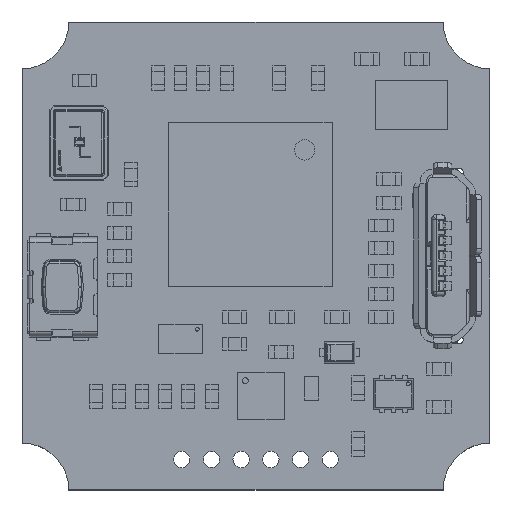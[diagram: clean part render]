
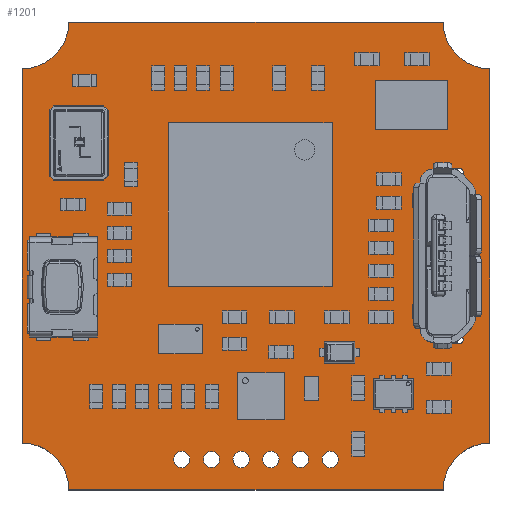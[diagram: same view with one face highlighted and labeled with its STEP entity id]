
A CAD part, top view. The second image highlights one B-rep face of the part: STEP entity #1201.
In plain terms, the highlighted planar face has unit normal (0, 0, 1).
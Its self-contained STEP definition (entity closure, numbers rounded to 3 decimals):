
#272 = VERTEX_POINT('',#273);
#273 = CARTESIAN_POINT('',(0.,2.,1.056));
#279 = EDGE_CURVE('',#272,#280,#282,.T.);
#280 = VERTEX_POINT('',#281);
#281 = CARTESIAN_POINT('',(0.,18.,1.056));
#282 = LINE('',#283,#284);
#283 = CARTESIAN_POINT('',(0.,2.,1.056));
#284 = VECTOR('',#285,1.);
#285 = DIRECTION('',(0.,1.,0.));
#310 = EDGE_CURVE('',#280,#311,#313,.T.);
#311 = VERTEX_POINT('',#312);
#312 = CARTESIAN_POINT('',(2.,20.,1.056));
#313 = CIRCLE('',#314,2.001);
#314 = AXIS2_PLACEMENT_3D('',#315,#316,#317);
#315 = CARTESIAN_POINT('',(-0.001,20.001,
    1.056));
#316 = DIRECTION('',(0.,0.,1.));
#317 = DIRECTION('',(0.,-1.,0.));
#343 = EDGE_CURVE('',#311,#344,#346,.T.);
#344 = VERTEX_POINT('',#345);
#345 = CARTESIAN_POINT('',(18.,20.,1.056));
#346 = LINE('',#347,#348);
#347 = CARTESIAN_POINT('',(2.,20.,1.056));
#348 = VECTOR('',#349,1.);
#349 = DIRECTION('',(1.,0.,0.));
#374 = EDGE_CURVE('',#344,#375,#377,.T.);
#375 = VERTEX_POINT('',#376);
#376 = CARTESIAN_POINT('',(20.,18.,1.056));
#377 = CIRCLE('',#378,2.001);
#378 = AXIS2_PLACEMENT_3D('',#379,#380,#381);
#379 = CARTESIAN_POINT('',(20.001,20.001,1.056));
#380 = DIRECTION('',(0.,0.,1.));
#381 = DIRECTION('',(-1.,0.,0.));
#407 = EDGE_CURVE('',#375,#408,#410,.T.);
#408 = VERTEX_POINT('',#409);
#409 = CARTESIAN_POINT('',(20.,2.,1.056));
#410 = LINE('',#411,#412);
#411 = CARTESIAN_POINT('',(20.,18.,1.056));
#412 = VECTOR('',#413,1.);
#413 = DIRECTION('',(0.,-1.,0.));
#438 = EDGE_CURVE('',#408,#439,#441,.T.);
#439 = VERTEX_POINT('',#440);
#440 = CARTESIAN_POINT('',(18.,0.,1.056));
#441 = CIRCLE('',#442,2.001);
#442 = AXIS2_PLACEMENT_3D('',#443,#444,#445);
#443 = CARTESIAN_POINT('',(20.001,-0.001,
    1.056));
#444 = DIRECTION('',(0.,0.,1.));
#445 = DIRECTION('',(0.,1.,0.));
#471 = EDGE_CURVE('',#439,#472,#474,.T.);
#472 = VERTEX_POINT('',#473);
#473 = CARTESIAN_POINT('',(2.,0.,1.056));
#474 = LINE('',#475,#476);
#475 = CARTESIAN_POINT('',(18.,0.,1.056));
#476 = VECTOR('',#477,1.);
#477 = DIRECTION('',(-1.,0.,0.));
#502 = EDGE_CURVE('',#472,#272,#503,.T.);
#503 = CIRCLE('',#504,2.001);
#504 = AXIS2_PLACEMENT_3D('',#505,#506,#507);
#505 = CARTESIAN_POINT('',(-0.001,-0.001,
    1.056));
#506 = DIRECTION('',(0.,0.,1.));
#507 = DIRECTION('',(1.,0.,-0.));
#528 = VERTEX_POINT('',#529);
#529 = CARTESIAN_POINT('',(10.985,1.3,1.056));
#535 = EDGE_CURVE('',#528,#528,#536,.T.);
#536 = CIRCLE('',#537,0.35);
#537 = AXIS2_PLACEMENT_3D('',#538,#539,#540);
#538 = CARTESIAN_POINT('',(10.635,1.3,1.056));
#539 = DIRECTION('',(0.,0.,1.));
#540 = DIRECTION('',(1.,0.,-0.));
#561 = VERTEX_POINT('',#562);
#562 = CARTESIAN_POINT('',(13.525,1.3,1.056));
#568 = EDGE_CURVE('',#561,#561,#569,.T.);
#569 = CIRCLE('',#570,0.35);
#570 = AXIS2_PLACEMENT_3D('',#571,#572,#573);
#571 = CARTESIAN_POINT('',(13.175,1.3,1.056));
#572 = DIRECTION('',(0.,0.,1.));
#573 = DIRECTION('',(1.,0.,-0.));
#594 = VERTEX_POINT('',#595);
#595 = CARTESIAN_POINT('',(12.255,1.3,1.056));
#601 = EDGE_CURVE('',#594,#594,#602,.T.);
#602 = CIRCLE('',#603,0.35);
#603 = AXIS2_PLACEMENT_3D('',#604,#605,#606);
#604 = CARTESIAN_POINT('',(11.905,1.3,1.056));
#605 = DIRECTION('',(0.,0.,1.));
#606 = DIRECTION('',(1.,0.,-0.));
#627 = VERTEX_POINT('',#628);
#628 = CARTESIAN_POINT('',(7.175,1.3,1.056));
#634 = EDGE_CURVE('',#627,#627,#635,.T.);
#635 = CIRCLE('',#636,0.35);
#636 = AXIS2_PLACEMENT_3D('',#637,#638,#639);
#637 = CARTESIAN_POINT('',(6.825,1.3,1.056));
#638 = DIRECTION('',(0.,0.,1.));
#639 = DIRECTION('',(1.,0.,-0.));
#660 = VERTEX_POINT('',#661);
#661 = CARTESIAN_POINT('',(9.715,1.3,1.056));
#667 = EDGE_CURVE('',#660,#660,#668,.T.);
#668 = CIRCLE('',#669,0.35);
#669 = AXIS2_PLACEMENT_3D('',#670,#671,#672);
#670 = CARTESIAN_POINT('',(9.365,1.3,1.056));
#671 = DIRECTION('',(0.,0.,1.));
#672 = DIRECTION('',(1.,0.,-0.));
#693 = VERTEX_POINT('',#694);
#694 = CARTESIAN_POINT('',(8.445,1.3,1.056));
#700 = EDGE_CURVE('',#693,#693,#701,.T.);
#701 = CIRCLE('',#702,0.35);
#702 = AXIS2_PLACEMENT_3D('',#703,#704,#705);
#703 = CARTESIAN_POINT('',(8.095,1.3,1.056));
#704 = DIRECTION('',(0.,0.,1.));
#705 = DIRECTION('',(1.,0.,-0.));
#726 = VERTEX_POINT('',#727);
#727 = CARTESIAN_POINT('',(18.155,8.7,1.056));
#733 = EDGE_CURVE('',#726,#726,#734,.T.);
#734 = CIRCLE('',#735,0.2);
#735 = AXIS2_PLACEMENT_3D('',#736,#737,#738);
#736 = CARTESIAN_POINT('',(17.955,8.7,1.056));
#737 = DIRECTION('',(0.,0.,1.));
#738 = DIRECTION('',(1.,0.,-0.));
#759 = VERTEX_POINT('',#760);
#760 = CARTESIAN_POINT('',(18.675,6.6,1.056));
#766 = EDGE_CURVE('',#759,#767,#769,.T.);
#767 = VERTEX_POINT('',#768);
#768 = CARTESIAN_POINT('',(17.675,6.6,1.056));
#769 = LINE('',#770,#771);
#770 = CARTESIAN_POINT('',(18.675,6.6,1.056));
#771 = VECTOR('',#772,1.);
#772 = DIRECTION('',(-1.,0.,0.));
#797 = EDGE_CURVE('',#767,#798,#800,.T.);
#798 = VERTEX_POINT('',#799);
#799 = CARTESIAN_POINT('',(17.675,6.25,1.056));
#800 = CIRCLE('',#801,0.175);
#801 = AXIS2_PLACEMENT_3D('',#802,#803,#804);
#802 = CARTESIAN_POINT('',(17.675,6.425,1.056));
#803 = DIRECTION('',(0.,-0.,1.));
#804 = DIRECTION('',(0.,1.,0.));
#830 = EDGE_CURVE('',#798,#831,#833,.T.);
#831 = VERTEX_POINT('',#832);
#832 = CARTESIAN_POINT('',(18.675,6.25,1.056));
#833 = LINE('',#834,#835);
#834 = CARTESIAN_POINT('',(17.675,6.25,1.056));
#835 = VECTOR('',#836,1.);
#836 = DIRECTION('',(1.,0.,0.));
#861 = EDGE_CURVE('',#831,#759,#862,.T.);
#862 = CIRCLE('',#863,0.175);
#863 = AXIS2_PLACEMENT_3D('',#864,#865,#866);
#864 = CARTESIAN_POINT('',(18.675,6.425,1.056));
#865 = DIRECTION('',(0.,0.,1.));
#866 = DIRECTION('',(-0.,-1.,0.));
#887 = VERTEX_POINT('',#888);
#888 = CARTESIAN_POINT('',(19.155,9.35,1.056));
#894 = EDGE_CURVE('',#887,#887,#895,.T.);
#895 = CIRCLE('',#896,0.2);
#896 = AXIS2_PLACEMENT_3D('',#897,#898,#899);
#897 = CARTESIAN_POINT('',(18.955,9.35,1.056));
#898 = DIRECTION('',(0.,0.,1.));
#899 = DIRECTION('',(1.,0.,-0.));
#920 = VERTEX_POINT('',#921);
#921 = CARTESIAN_POINT('',(18.155,10.,1.056));
#927 = EDGE_CURVE('',#920,#920,#928,.T.);
#928 = CIRCLE('',#929,0.2);
#929 = AXIS2_PLACEMENT_3D('',#930,#931,#932);
#930 = CARTESIAN_POINT('',(17.955,10.,1.056));
#931 = DIRECTION('',(0.,0.,1.));
#932 = DIRECTION('',(1.,0.,-0.));
#953 = VERTEX_POINT('',#954);
#954 = CARTESIAN_POINT('',(18.155,11.3,1.056));
#960 = EDGE_CURVE('',#953,#953,#961,.T.);
#961 = CIRCLE('',#962,0.2);
#962 = AXIS2_PLACEMENT_3D('',#963,#964,#965);
#963 = CARTESIAN_POINT('',(17.955,11.3,1.056));
#964 = DIRECTION('',(0.,0.,1.));
#965 = DIRECTION('',(1.,0.,-0.));
#986 = VERTEX_POINT('',#987);
#987 = CARTESIAN_POINT('',(19.155,10.65,1.056));
#993 = EDGE_CURVE('',#986,#986,#994,.T.);
#994 = CIRCLE('',#995,0.2);
#995 = AXIS2_PLACEMENT_3D('',#996,#997,#998);
#996 = CARTESIAN_POINT('',(18.955,10.65,1.056));
#997 = DIRECTION('',(0.,0.,1.));
#998 = DIRECTION('',(1.,0.,-0.));
#1019 = VERTEX_POINT('',#1020);
#1020 = CARTESIAN_POINT('',(18.675,13.75,1.056));
#1026 = EDGE_CURVE('',#1019,#1027,#1029,.T.);
#1027 = VERTEX_POINT('',#1028);
#1028 = CARTESIAN_POINT('',(17.675,13.75,1.056));
#1029 = LINE('',#1030,#1031);
#1030 = CARTESIAN_POINT('',(18.675,13.75,1.056));
#1031 = VECTOR('',#1032,1.);
#1032 = DIRECTION('',(-1.,0.,0.));
#1057 = EDGE_CURVE('',#1027,#1058,#1060,.T.);
#1058 = VERTEX_POINT('',#1059);
#1059 = CARTESIAN_POINT('',(17.675,13.4,1.056));
#1060 = CIRCLE('',#1061,0.175);
#1061 = AXIS2_PLACEMENT_3D('',#1062,#1063,#1064);
#1062 = CARTESIAN_POINT('',(17.675,13.575,1.056));
#1063 = DIRECTION('',(0.,-0.,1.));
#1064 = DIRECTION('',(0.,1.,0.));
#1090 = EDGE_CURVE('',#1058,#1091,#1093,.T.);
#1091 = VERTEX_POINT('',#1092);
#1092 = CARTESIAN_POINT('',(18.675,13.4,1.056));
#1093 = LINE('',#1094,#1095);
#1094 = CARTESIAN_POINT('',(17.675,13.4,1.056));
#1095 = VECTOR('',#1096,1.);
#1096 = DIRECTION('',(1.,0.,0.));
#1121 = EDGE_CURVE('',#1091,#1019,#1122,.T.);
#1122 = CIRCLE('',#1123,0.175);
#1123 = AXIS2_PLACEMENT_3D('',#1124,#1125,#1126);
#1124 = CARTESIAN_POINT('',(18.675,13.575,1.056));
#1125 = DIRECTION('',(0.,0.,1.));
#1126 = DIRECTION('',(-0.,-1.,0.));
#1201 = ADVANCED_FACE('',(#1202,#1212,#1215,#1218,#1221,#1224,#1227,
    #1230,#1233,#1239,#1242,#1245,#1248,#1251),#1257,.F.);
#1202 = FACE_BOUND('',#1203,.F.);
#1203 = EDGE_LOOP('',(#1204,#1205,#1206,#1207,#1208,#1209,#1210,#1211));
#1204 = ORIENTED_EDGE('',*,*,#279,.T.);
#1205 = ORIENTED_EDGE('',*,*,#310,.T.);
#1206 = ORIENTED_EDGE('',*,*,#343,.T.);
#1207 = ORIENTED_EDGE('',*,*,#374,.T.);
#1208 = ORIENTED_EDGE('',*,*,#407,.T.);
#1209 = ORIENTED_EDGE('',*,*,#438,.T.);
#1210 = ORIENTED_EDGE('',*,*,#471,.T.);
#1211 = ORIENTED_EDGE('',*,*,#502,.T.);
#1212 = FACE_BOUND('',#1213,.F.);
#1213 = EDGE_LOOP('',(#1214));
#1214 = ORIENTED_EDGE('',*,*,#535,.T.);
#1215 = FACE_BOUND('',#1216,.F.);
#1216 = EDGE_LOOP('',(#1217));
#1217 = ORIENTED_EDGE('',*,*,#568,.T.);
#1218 = FACE_BOUND('',#1219,.F.);
#1219 = EDGE_LOOP('',(#1220));
#1220 = ORIENTED_EDGE('',*,*,#601,.T.);
#1221 = FACE_BOUND('',#1222,.F.);
#1222 = EDGE_LOOP('',(#1223));
#1223 = ORIENTED_EDGE('',*,*,#634,.T.);
#1224 = FACE_BOUND('',#1225,.F.);
#1225 = EDGE_LOOP('',(#1226));
#1226 = ORIENTED_EDGE('',*,*,#667,.T.);
#1227 = FACE_BOUND('',#1228,.F.);
#1228 = EDGE_LOOP('',(#1229));
#1229 = ORIENTED_EDGE('',*,*,#700,.T.);
#1230 = FACE_BOUND('',#1231,.F.);
#1231 = EDGE_LOOP('',(#1232));
#1232 = ORIENTED_EDGE('',*,*,#733,.T.);
#1233 = FACE_BOUND('',#1234,.F.);
#1234 = EDGE_LOOP('',(#1235,#1236,#1237,#1238));
#1235 = ORIENTED_EDGE('',*,*,#766,.T.);
#1236 = ORIENTED_EDGE('',*,*,#797,.T.);
#1237 = ORIENTED_EDGE('',*,*,#830,.T.);
#1238 = ORIENTED_EDGE('',*,*,#861,.T.);
#1239 = FACE_BOUND('',#1240,.F.);
#1240 = EDGE_LOOP('',(#1241));
#1241 = ORIENTED_EDGE('',*,*,#894,.T.);
#1242 = FACE_BOUND('',#1243,.F.);
#1243 = EDGE_LOOP('',(#1244));
#1244 = ORIENTED_EDGE('',*,*,#927,.T.);
#1245 = FACE_BOUND('',#1246,.F.);
#1246 = EDGE_LOOP('',(#1247));
#1247 = ORIENTED_EDGE('',*,*,#960,.T.);
#1248 = FACE_BOUND('',#1249,.F.);
#1249 = EDGE_LOOP('',(#1250));
#1250 = ORIENTED_EDGE('',*,*,#993,.T.);
#1251 = FACE_BOUND('',#1252,.F.);
#1252 = EDGE_LOOP('',(#1253,#1254,#1255,#1256));
#1253 = ORIENTED_EDGE('',*,*,#1026,.T.);
#1254 = ORIENTED_EDGE('',*,*,#1057,.T.);
#1255 = ORIENTED_EDGE('',*,*,#1090,.T.);
#1256 = ORIENTED_EDGE('',*,*,#1121,.T.);
#1257 = PLANE('',#1258);
#1258 = AXIS2_PLACEMENT_3D('',#1259,#1260,#1261);
#1259 = CARTESIAN_POINT('',(10.,10.,1.056));
#1260 = DIRECTION('',(-0.,-0.,-1.));
#1261 = DIRECTION('',(-1.,0.,0.));
